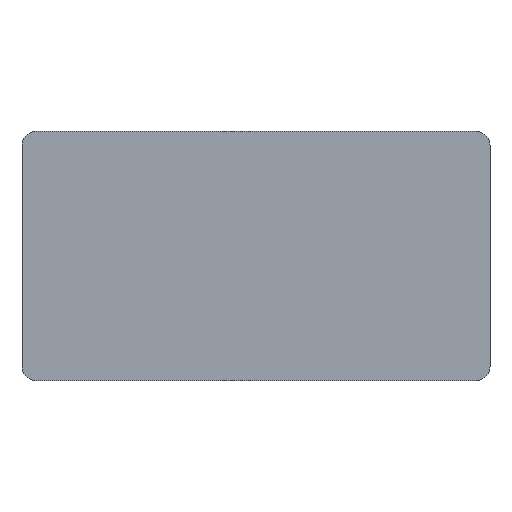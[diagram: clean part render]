
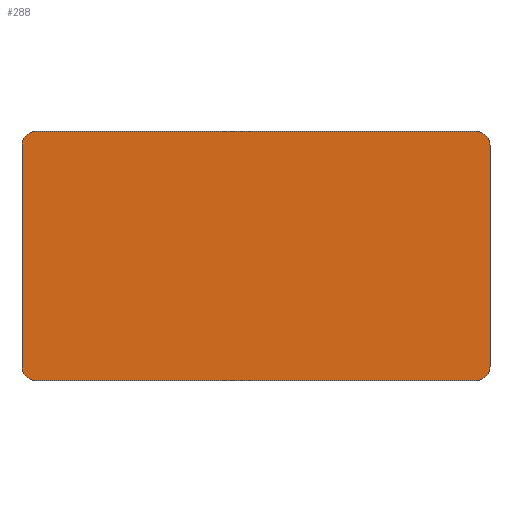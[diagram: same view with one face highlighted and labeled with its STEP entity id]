
A CAD part, top view. The second image highlights one B-rep face of the part: STEP entity #288.
In plain terms, the highlighted planar face has unit normal (0, 0, 1).
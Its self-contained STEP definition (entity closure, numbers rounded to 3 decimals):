
#5=CARTESIAN_POINT('',(-66.,33.2,4.6));
#6=DIRECTION('',(0.,0.,1.));
#7=DIRECTION('',(0.,1.,0.));
#8=AXIS2_PLACEMENT_3D('',#5,#6,#7);
#23=CARTESIAN_POINT('',(66.,33.2,4.6));
#24=DIRECTION('',(0.,0.,1.));
#25=DIRECTION('',(1.,0.,0.));
#26=AXIS2_PLACEMENT_3D('',#23,#24,#25);
#41=CARTESIAN_POINT('',(66.,-33.2,4.6));
#42=DIRECTION('',(0.,0.,1.));
#43=DIRECTION('',(0.,-1.,0.));
#44=AXIS2_PLACEMENT_3D('',#41,#42,#43);
#59=CARTESIAN_POINT('',(-66.,-33.2,4.6));
#60=DIRECTION('',(0.,0.,1.));
#61=DIRECTION('',(-1.,0.,0.));
#62=AXIS2_PLACEMENT_3D('',#59,#60,#61);
#89=DIRECTION('',(0.,-1.,0.));
#90=VECTOR('',#89,66.4);
#91=CARTESIAN_POINT('',(-70.2,33.2,4.6));
#92=LINE('',#91,#90);
#93=DIRECTION('',(-1.,0.,0.));
#94=VECTOR('',#93,132.);
#95=CARTESIAN_POINT('',(66.,37.4,4.6));
#96=LINE('',#95,#94);
#97=DIRECTION('',(0.,1.,0.));
#98=VECTOR('',#97,66.4);
#99=CARTESIAN_POINT('',(70.2,-33.2,4.6));
#100=LINE('',#99,#98);
#101=DIRECTION('',(1.,0.,0.));
#102=VECTOR('',#101,132.);
#103=CARTESIAN_POINT('',(-66.,-37.4,4.6));
#104=LINE('',#103,#102);
#105=CARTESIAN_POINT('',(-70.2,-33.2,4.6));
#107=VERTEX_POINT('',#105);
#109=CARTESIAN_POINT('',(-66.,-37.4,4.6));
#110=VERTEX_POINT('',#109);
#113=CARTESIAN_POINT('',(66.,-37.4,4.6));
#115=VERTEX_POINT('',#113);
#117=CARTESIAN_POINT('',(70.2,-33.2,4.6));
#118=VERTEX_POINT('',#117);
#121=CARTESIAN_POINT('',(70.2,33.2,4.6));
#123=VERTEX_POINT('',#121);
#125=CARTESIAN_POINT('',(66.,37.4,4.6));
#126=VERTEX_POINT('',#125);
#129=CARTESIAN_POINT('',(-66.,37.4,4.6));
#131=VERTEX_POINT('',#129);
#133=CARTESIAN_POINT('',(-70.2,33.2,4.6));
#134=VERTEX_POINT('',#133);
#273=CARTESIAN_POINT('',(0.,0.,4.6));
#274=DIRECTION('',(0.,0.,1.));
#275=DIRECTION('',(-1.,0.,0.));
#276=AXIS2_PLACEMENT_3D('',#273,#274,#275);
#277=PLANE('',#276);
#278=ORIENTED_EDGE('',*,*,#235,.F.);
#279=ORIENTED_EDGE('',*,*,#252,.F.);
#280=ORIENTED_EDGE('',*,*,#144,.F.);
#281=ORIENTED_EDGE('',*,*,#160,.F.);
#282=ORIENTED_EDGE('',*,*,#175,.F.);
#283=ORIENTED_EDGE('',*,*,#190,.F.);
#284=ORIENTED_EDGE('',*,*,#205,.F.);
#285=ORIENTED_EDGE('',*,*,#220,.F.);
#286=EDGE_LOOP('',(#278,#279,#280,#281,#282,#283,#284,#285));
#287=FACE_OUTER_BOUND('',#286,.F.);
#288=ADVANCED_FACE('',(#287),#277,.T.);
#9=CIRCLE('',#8,4.2);
#27=CIRCLE('',#26,4.2);
#45=CIRCLE('',#44,4.2);
#63=CIRCLE('',#62,4.2);
#144=EDGE_CURVE('',#131,#134,#9,.T.);
#160=EDGE_CURVE('',#126,#131,#96,.T.);
#175=EDGE_CURVE('',#123,#126,#27,.T.);
#190=EDGE_CURVE('',#118,#123,#100,.T.);
#205=EDGE_CURVE('',#115,#118,#45,.T.);
#220=EDGE_CURVE('',#110,#115,#104,.T.);
#235=EDGE_CURVE('',#107,#110,#63,.T.);
#252=EDGE_CURVE('',#134,#107,#92,.T.);
